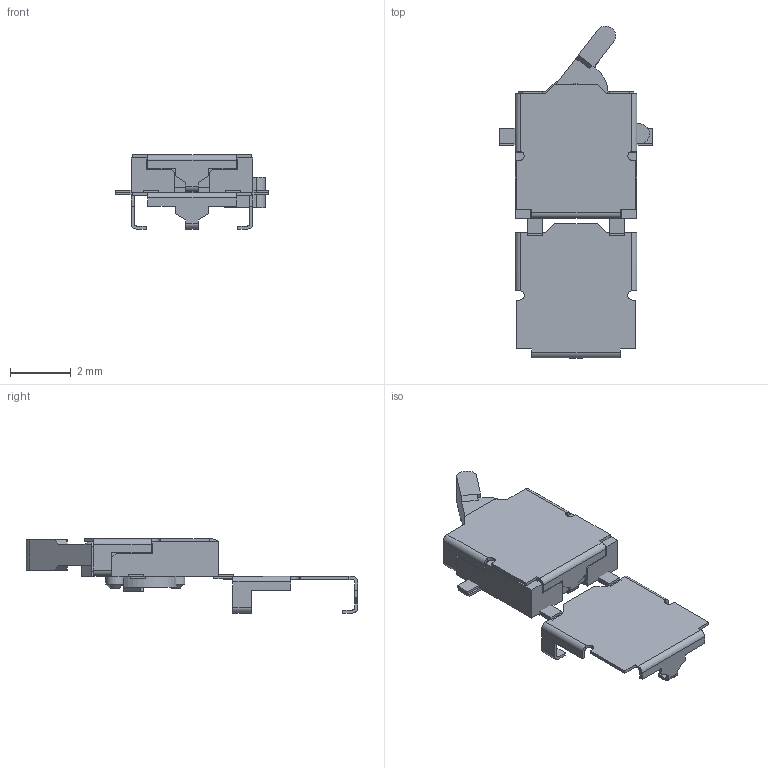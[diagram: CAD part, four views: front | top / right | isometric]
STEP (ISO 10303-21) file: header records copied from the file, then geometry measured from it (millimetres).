
FILE_DESCRIPTION( ( 'Unknown' ), '1' );
FILE_NAME( 'ese18r11d-std-sk.stp', 'Unknown', ( 'Unknown' ), ( 'Unknown' ), 'PSStep 10.0', 'Unknown', ' ' );
FILE_SCHEMA( ( 'AUTOMOTIVE_DESIGN { 1 0 10303 214 1 1 1 1 }' ) );
Length unit declared in the file: millimetre
Products named in the file (8): Assem1; sw-131-e18lv3-sk-1; sw-131-e18fm4-sk-1; sw-131-e18ts-f-sk-1; sw-131-e18cs-boss-pc-1
Bounding box: 5 x 10.88 x 2.43 mm (x, y, z)
Volume: 43.9 mm3; surface area: 239.5 mm2
Topology: 14 solids, 14 shells, 340 faces, 910 edges, 604 vertices
Faces by surface type: plane 292, cylinder 42, cone 6
Full cylindrical faces by diameter (mm): 0.6 x6, 0.64 x2
Entity records: 6681 total; most frequent: CARTESIAN_POINT 940, ORIENTED_EDGE 890, DIRECTION 842, EDGE_CURVE 445, LINE 396, VECTOR 396, VERTEX_POINT 299, AXIS2_PLACEMENT_3D 223
